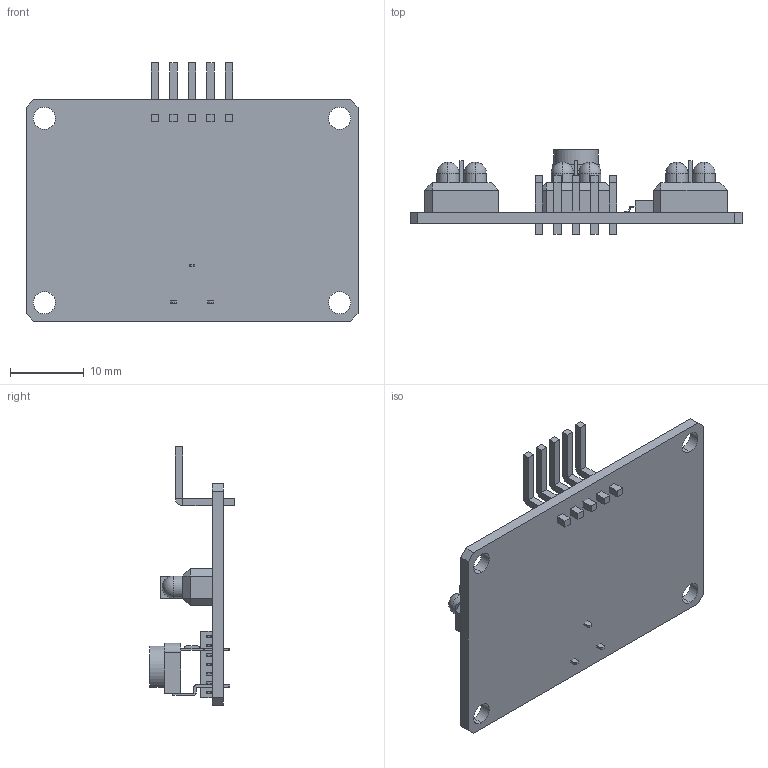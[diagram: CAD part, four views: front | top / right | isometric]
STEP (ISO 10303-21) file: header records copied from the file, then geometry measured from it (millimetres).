
FILE_DESCRIPTION (( 'STEP AP203' ), '1' );
FILE_NAME ('Line Tracking Module_Default_sldprt.STEP', '2025-10-04T22:42:48', ( '' ), ( '' ), 'SwSTEP 2.0', 'SolidWorks 2023', '' );
FILE_SCHEMA (( 'CONFIG_CONTROL_DESIGN' ));
Length unit declared in the file: millimetre
Products named in the file (1): Line Tracking Module_Default_sldprt
Bounding box: 45 x 11.5 x 35 mm (x, y, z)
Volume: 2905.4 mm3; surface area: 4163 mm2
Topology: 8 solids, 8 shells, 446 faces, 1169 edges, 740 vertices
Faces by surface type: plane 326, cylinder 108, sphere 12
Entity records: 13468 total; most frequent: CARTESIAN_POINT 2320, ORIENTED_EDGE 2290, DIRECTION 2267, EDGE_CURVE 1145, VECTOR 917, LINE 917, VERTEX_POINT 728, AXIS2_PLACEMENT_3D 675
